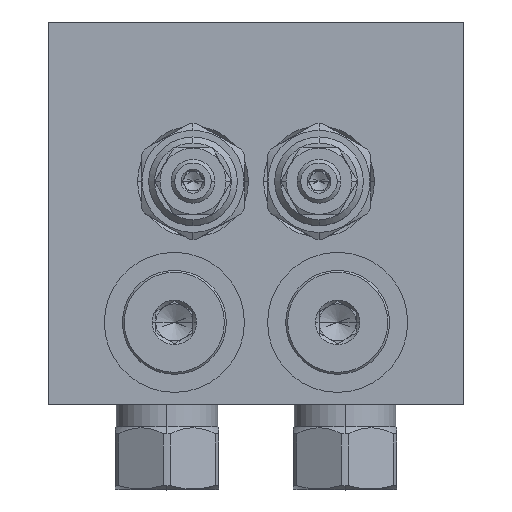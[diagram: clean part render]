
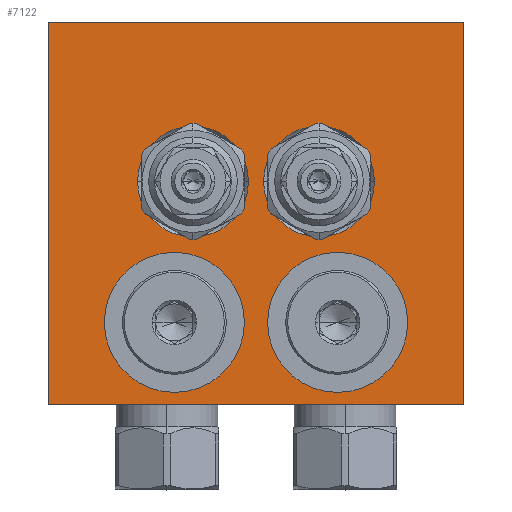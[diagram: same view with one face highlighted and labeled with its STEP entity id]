
A CAD part, top view. The second image highlights one B-rep face of the part: STEP entity #7122.
In plain terms, the highlighted planar face has unit normal (0, 0, 1).
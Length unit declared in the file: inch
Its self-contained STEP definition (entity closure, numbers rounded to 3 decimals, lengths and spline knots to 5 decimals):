
#233=DIRECTION('',(0.,-1.,0.));
#234=VECTOR('',#233,3.219);
#235=CARTESIAN_POINT('',(0.,0.,3.5));
#236=LINE('',#235,#234);
#237=DIRECTION('',(-1.,0.,0.));
#238=VECTOR('',#237,3.5);
#239=CARTESIAN_POINT('',(3.5,0.,3.5));
#240=LINE('',#239,#238);
#241=DIRECTION('',(0.,1.,0.));
#242=VECTOR('',#241,3.219);
#243=CARTESIAN_POINT('',(3.5,-3.219,3.5));
#244=LINE('',#243,#242);
#245=DIRECTION('',(1.,0.,0.));
#246=VECTOR('',#245,3.5);
#247=CARTESIAN_POINT('',(0.,-3.219,3.5));
#248=LINE('',#247,#246);
#249=CARTESIAN_POINT('',(1.062,-2.531,3.5));
#250=DIRECTION('',(0.,0.,-1.));
#251=DIRECTION('',(-1.,0.,0.));
#252=AXIS2_PLACEMENT_3D('',#249,#250,#251);
#254=CARTESIAN_POINT('',(1.062,-2.531,3.5));
#255=DIRECTION('',(0.,0.,-1.));
#256=DIRECTION('',(1.,0.,0.));
#257=AXIS2_PLACEMENT_3D('',#254,#255,#256);
#259=CARTESIAN_POINT('',(2.438,-2.531,3.5));
#260=DIRECTION('',(0.,0.,-1.));
#261=DIRECTION('',(-1.,0.,0.));
#262=AXIS2_PLACEMENT_3D('',#259,#260,#261);
#264=CARTESIAN_POINT('',(2.438,-2.531,3.5));
#265=DIRECTION('',(0.,0.,-1.));
#266=DIRECTION('',(1.,0.,0.));
#267=AXIS2_PLACEMENT_3D('',#264,#265,#266);
#269=CARTESIAN_POINT('',(1.219,-1.344,3.5));
#270=DIRECTION('',(0.,0.,-1.));
#271=DIRECTION('',(-1.,0.,0.));
#272=AXIS2_PLACEMENT_3D('',#269,#270,#271);
#274=CARTESIAN_POINT('',(1.219,-1.344,3.5));
#275=DIRECTION('',(0.,0.,-1.));
#276=DIRECTION('',(1.,0.,0.));
#277=AXIS2_PLACEMENT_3D('',#274,#275,#276);
#279=CARTESIAN_POINT('',(2.281,-1.344,3.5));
#280=DIRECTION('',(0.,0.,-1.));
#281=DIRECTION('',(-1.,0.,0.));
#282=AXIS2_PLACEMENT_3D('',#279,#280,#281);
#284=CARTESIAN_POINT('',(2.281,-1.344,3.5));
#285=DIRECTION('',(0.,0.,-1.));
#286=DIRECTION('',(1.,0.,0.));
#287=AXIS2_PLACEMENT_3D('',#284,#285,#286);
#6078=CARTESIAN_POINT('',(0.,0.,3.5));
#6079=CARTESIAN_POINT('',(0.,-3.219,3.5));
#6080=VERTEX_POINT('',#6078);
#6081=VERTEX_POINT('',#6079);
#6082=CARTESIAN_POINT('',(3.5,-3.219,3.5));
#6083=VERTEX_POINT('',#6082);
#6084=CARTESIAN_POINT('',(3.5,0.,3.5));
#6085=VERTEX_POINT('',#6084);
#6653=CARTESIAN_POINT('',(0.472,-2.531,3.5));
#6655=VERTEX_POINT('',#6653);
#6657=CARTESIAN_POINT('',(1.652,-2.531,3.5));
#6659=VERTEX_POINT('',#6657);
#6700=CARTESIAN_POINT('',(1.848,-2.531,3.5));
#6702=VERTEX_POINT('',#6700);
#6704=CARTESIAN_POINT('',(3.028,-2.531,3.5));
#6706=VERTEX_POINT('',#6704);
#6782=CARTESIAN_POINT('',(1.686,-1.344,3.5));
#6783=VERTEX_POINT('',#6782);
#6792=CARTESIAN_POINT('',(0.752,-1.344,3.5));
#6793=VERTEX_POINT('',#6792);
#6856=CARTESIAN_POINT('',(2.748,-1.344,3.5));
#6857=VERTEX_POINT('',#6856);
#6866=CARTESIAN_POINT('',(1.814,-1.344,3.5));
#6867=VERTEX_POINT('',#6866);
#7087=CARTESIAN_POINT('',(0.,0.,3.5));
#7088=DIRECTION('',(0.,0.,1.));
#7089=DIRECTION('',(1.,0.,0.));
#7090=AXIS2_PLACEMENT_3D('',#7087,#7088,#7089);
#7091=PLANE('',#7090);
#7092=ORIENTED_EDGE('',*,*,#6925,.F.);
#7093=ORIENTED_EDGE('',*,*,#6952,.F.);
#7094=ORIENTED_EDGE('',*,*,#7002,.F.);
#7095=ORIENTED_EDGE('',*,*,#7027,.F.);
#7096=EDGE_LOOP('',(#7092,#7093,#7094,#7095));
#7097=FACE_OUTER_BOUND('',#7096,.F.);
#7099=ORIENTED_EDGE('',*,*,#7098,.F.);
#7101=ORIENTED_EDGE('',*,*,#7100,.F.);
#7102=EDGE_LOOP('',(#7099,#7101));
#7103=FACE_BOUND('',#7102,.F.);
#7105=ORIENTED_EDGE('',*,*,#7104,.F.);
#7107=ORIENTED_EDGE('',*,*,#7106,.F.);
#7108=EDGE_LOOP('',(#7105,#7107));
#7109=FACE_BOUND('',#7108,.F.);
#7111=ORIENTED_EDGE('',*,*,#7110,.F.);
#7113=ORIENTED_EDGE('',*,*,#7112,.F.);
#7114=EDGE_LOOP('',(#7111,#7113));
#7115=FACE_BOUND('',#7114,.F.);
#7117=ORIENTED_EDGE('',*,*,#7116,.F.);
#7119=ORIENTED_EDGE('',*,*,#7118,.F.);
#7120=EDGE_LOOP('',(#7117,#7119));
#7121=FACE_BOUND('',#7120,.F.);
#7122=ADVANCED_FACE('',(#7097,#7103,#7109,#7115,#7121),#7091,.T.);
#253=CIRCLE('',#252,0.59);
#258=CIRCLE('',#257,0.59);
#263=CIRCLE('',#262,0.59);
#268=CIRCLE('',#267,0.59);
#273=CIRCLE('',#272,0.467);
#278=CIRCLE('',#277,0.467);
#283=CIRCLE('',#282,0.467);
#288=CIRCLE('',#287,0.467);
#6925=EDGE_CURVE('',#6080,#6081,#236,.T.);
#6952=EDGE_CURVE('',#6085,#6080,#240,.T.);
#7002=EDGE_CURVE('',#6083,#6085,#244,.T.);
#7027=EDGE_CURVE('',#6081,#6083,#248,.T.);
#7098=EDGE_CURVE('',#6655,#6659,#253,.T.);
#7100=EDGE_CURVE('',#6659,#6655,#258,.T.);
#7104=EDGE_CURVE('',#6702,#6706,#263,.T.);
#7106=EDGE_CURVE('',#6706,#6702,#268,.T.);
#7110=EDGE_CURVE('',#6793,#6783,#273,.T.);
#7112=EDGE_CURVE('',#6783,#6793,#278,.T.);
#7116=EDGE_CURVE('',#6867,#6857,#283,.T.);
#7118=EDGE_CURVE('',#6857,#6867,#288,.T.);
